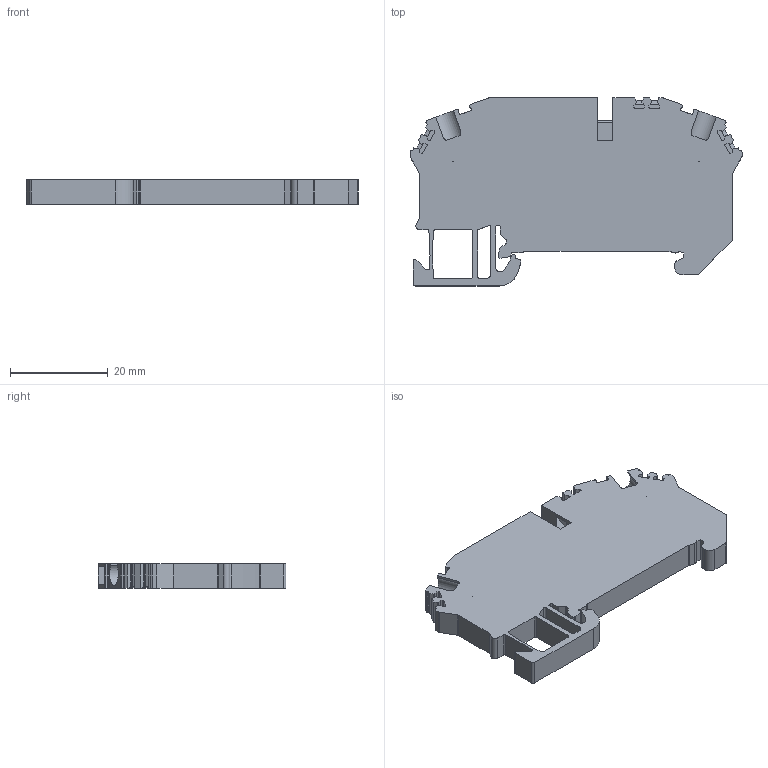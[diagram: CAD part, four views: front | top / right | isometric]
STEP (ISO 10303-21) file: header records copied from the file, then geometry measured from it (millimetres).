
FILE_DESCRIPTION(/* description */ (''),/* implementation_level */ '2;1');
FILE_NAME(/* name */ '3617_ZTRK25_2A_ZS_36_iso.stp',/* time_stamp */ '2011-08-04T14:17:31+02:00',/* author */ (''),/* organization */ (''),/* preprocessor_version */ 'ST-DEVELOPER v11',/* originating_system */ 'SIEMENS UGS NX 6.0',/* authorisation */ '');
FILE_SCHEMA (('CONFIG_CONTROL_DESIGN'));
Length unit declared in the file: millimetre
Products named in the file (1): 3617_ZTRK25_2A_ZS_36_iso
Bounding box: 68 x 38.5 x 5.1 mm (x, y, z)
Volume: 8960.7 mm3; surface area: 6507.2 mm2
Topology: 1 solids, 1 shells, 401 faces, 1183 edges, 788 vertices
Faces by surface type: plane 286, cylinder 115
Full cylindrical faces by diameter (mm): 2.4 x2
Entity records: 13652 total; most frequent: CARTESIAN_POINT 2736, ORIENTED_EDGE 2362, DIRECTION 2149, EDGE_CURVE 1181, LINE 925, VECTOR 925, VERTEX_POINT 788, AXIS2_PLACEMENT_3D 612
